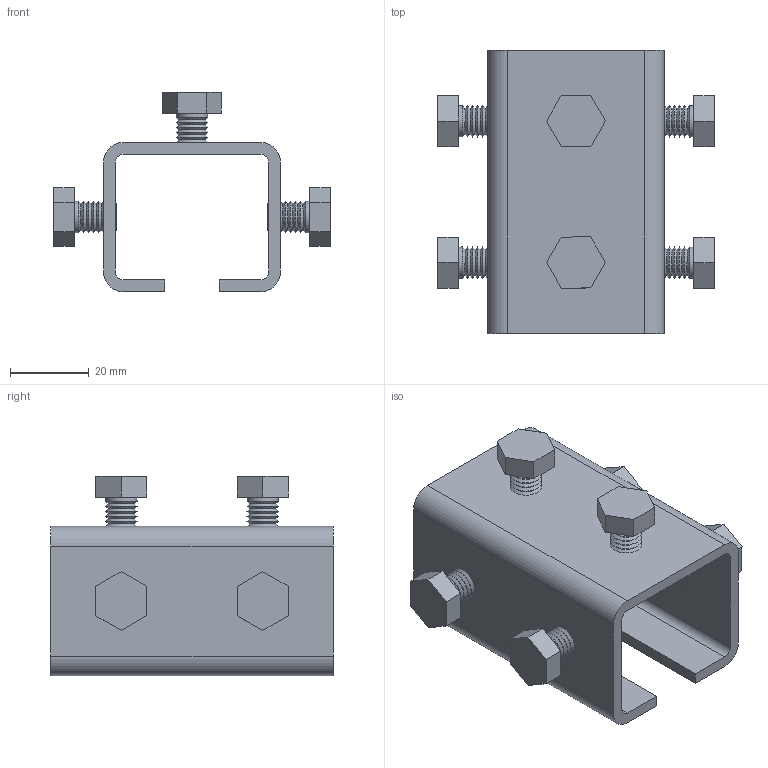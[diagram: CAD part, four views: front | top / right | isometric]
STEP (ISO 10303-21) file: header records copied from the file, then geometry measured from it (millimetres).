
FILE_DESCRIPTION( ( 'STEP AP214' ), '1' );
FILE_NAME( ' ', ' ', ( ' ' ), ( ' ' ), 'PSStep 11.0', 'VISI 17.0', ' ' );
FILE_SCHEMA( ( 'AUTOMOTIVE_DESIGN { 1 0 10303 214 1 1 1 1 }' ) );
Length unit declared in the file: millimetre
Products named in the file (7): 1; 2; 3; 4; 5; 6; 7
Bounding box: 70.49 x 72 x 50.74 mm (x, y, z)
Volume: 35722.6 mm3; surface area: 25623 mm2
Topology: 7 solids, 7 shells, 184 faces, 420 edges, 256 vertices
Faces by surface type: cone 96, plane 68, cylinder 20
Full cylindrical faces by diameter (mm): 6.75 x6, 8 x6
Entity records: 6215 total; most frequent: CARTESIAN_POINT 933, DIRECTION 806, ORIENTED_EDGE 600, AXIS2_PLACEMENT_3D 327, EDGE_LOOP 304, EDGE_CURVE 300, VERTEX_POINT 238, FACE_OUTER_BOUND 196
